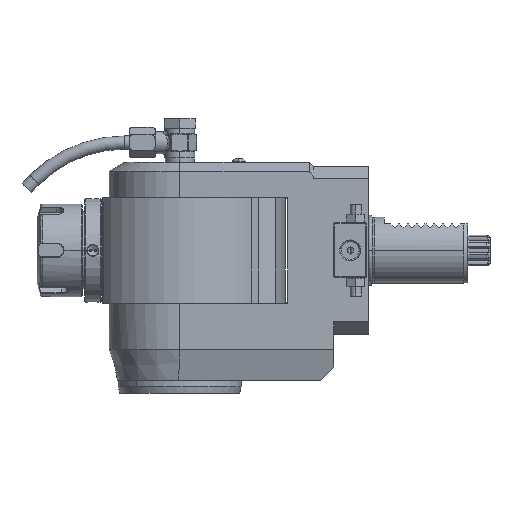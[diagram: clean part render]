
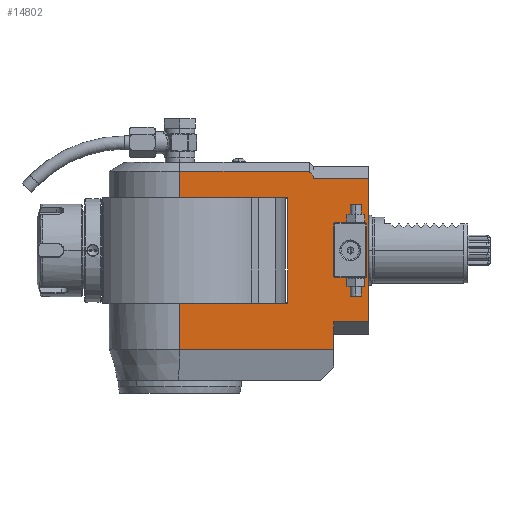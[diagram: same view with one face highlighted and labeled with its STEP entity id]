
A CAD part, left-side view. The second image highlights one B-rep face of the part: STEP entity #14802.
In plain terms, the highlighted planar face has unit normal (-1, 0, 0).
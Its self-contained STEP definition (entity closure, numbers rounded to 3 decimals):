
#35=DIRECTION('',(0.,1.,0.));
#36=VECTOR('',#35,0.433);
#37=CARTESIAN_POINT('',(-32.,-59.433,35.459));
#38=LINE('',#37,#36);
#39=DIRECTION('',(0.,0.655,0.756));
#40=VECTOR('',#39,2.394);
#41=CARTESIAN_POINT('',(-32.,-61.,33.649));
#42=LINE('',#41,#40);
#43=DIRECTION('',(0.,-1.,0.));
#44=VECTOR('',#43,25.);
#45=CARTESIAN_POINT('',(-32.,-61.,32.515));
#46=LINE('',#45,#44);
#47=DIRECTION('',(0.,-1.,0.));
#48=VECTOR('',#47,16.);
#49=CARTESIAN_POINT('',(-32.,-70.,-32.515));
#50=LINE('',#49,#48);
#51=DIRECTION('',(0.,1.,0.));
#52=VECTOR('',#51,23.368);
#53=CARTESIAN_POINT('',(-32.,-49.,24.));
#54=LINE('',#53,#52);
#55=DIRECTION('',(0.,0.,1.));
#56=VECTOR('',#55,24.);
#57=CARTESIAN_POINT('',(-32.,-85.,-12.));
#58=LINE('',#57,#56);
#59=DIRECTION('',(0.,-0.707,-0.707));
#60=VECTOR('',#59,0.707);
#61=CARTESIAN_POINT('',(-32.,-84.5,12.5));
#62=LINE('',#61,#60);
#63=DIRECTION('',(0.,1.,0.));
#64=VECTOR('',#63,14.);
#65=CARTESIAN_POINT('',(-32.,-84.5,12.5));
#66=LINE('',#65,#64);
#67=DIRECTION('',(0.,-0.707,0.707));
#68=VECTOR('',#67,0.707);
#69=CARTESIAN_POINT('',(-32.,-70.,12.));
#70=LINE('',#69,#68);
#71=DIRECTION('',(0.,0.,-1.));
#72=VECTOR('',#71,24.);
#73=CARTESIAN_POINT('',(-32.,-70.,12.));
#74=LINE('',#73,#72);
#75=DIRECTION('',(0.,0.707,0.707));
#76=VECTOR('',#75,0.707);
#77=CARTESIAN_POINT('',(-32.,-70.5,-12.5));
#78=LINE('',#77,#76);
#79=DIRECTION('',(0.,-1.,0.));
#80=VECTOR('',#79,14.);
#81=CARTESIAN_POINT('',(-32.,-70.5,-12.5));
#82=LINE('',#81,#80);
#83=DIRECTION('',(0.,0.707,-0.707));
#84=VECTOR('',#83,0.707);
#85=CARTESIAN_POINT('',(-32.,-85.,-12.));
#86=LINE('',#85,#84);
#91=DIRECTION('',(0.,0.,-1.));
#92=VECTOR('',#91,11.959);
#93=CARTESIAN_POINT('',(-32.,0.,35.959));
#94=LINE('',#93,#92);
#160=DIRECTION('',(0.,1.,0.));
#161=VECTOR('',#160,59.);
#162=CARTESIAN_POINT('',(-32.,-59.,35.959));
#163=LINE('',#162,#161);
#184=DIRECTION('',(0.,0.,1.));
#185=VECTOR('',#184,0.5);
#186=CARTESIAN_POINT('',(-32.,-59.,35.459));
#187=LINE('',#186,#185);
#224=DIRECTION('',(0.,0.,-1.));
#225=VECTOR('',#224,65.03);
#226=CARTESIAN_POINT('',(-32.,-86.,32.515));
#227=LINE('',#226,#225);
#408=DIRECTION('',(0.,0.,1.));
#409=VECTOR('',#408,1.134);
#410=CARTESIAN_POINT('',(-32.,-61.,32.515));
#411=LINE('',#410,#409);
#444=DIRECTION('',(0.,0.,1.));
#445=VECTOR('',#444,12.485);
#446=CARTESIAN_POINT('',(-32.,-70.,-45.));
#447=LINE('',#446,#445);
#464=DIRECTION('',(0.,-1.,0.));
#465=VECTOR('',#464,70.);
#466=CARTESIAN_POINT('',(-32.,0.,
-45.));
#467=LINE('',#466,#465);
#523=DIRECTION('',(0.,0.,-1.));
#524=VECTOR('',#523,21.);
#525=CARTESIAN_POINT('',(-32.,0.,-24.));
#526=LINE('',#525,#524);
#527=CARTESIAN_POINT('',(-32.,0.,-45.001));
#651=DIRECTION('',(0.,1.,0.));
#652=VECTOR('',#651,25.632);
#653=CARTESIAN_POINT('',(-32.,-25.632,-24.));
#654=LINE('',#653,#652);
#690=DIRECTION('',(0.,0.,-1.));
#691=VECTOR('',#690,48.);
#692=CARTESIAN_POINT('',(-32.,-49.,24.));
#693=LINE('',#692,#691);
#758=DIRECTION('',(0.,1.,0.));
#759=VECTOR('',#758,23.368);
#760=CARTESIAN_POINT('',(-32.,-49.,-24.));
#761=LINE('',#760,#759);
#1177=DIRECTION('',(0.,-1.,0.));
#1178=VECTOR('',#1177,25.632);
#1179=CARTESIAN_POINT('',(-32.,0.,24.));
#1180=LINE('',#1179,#1178);
#13251=CARTESIAN_POINT('',(-32.,-61.,33.649));
#13252=CARTESIAN_POINT('',(-32.,-59.433,35.459));
#13253=VERTEX_POINT('',#13251);
#13254=VERTEX_POINT('',#13252);
#13867=CARTESIAN_POINT('',(-32.,-85.,-12.));
#13868=CARTESIAN_POINT('',(-32.,-85.,12.));
#13869=VERTEX_POINT('',#13867);
#13870=VERTEX_POINT('',#13868);
#13871=CARTESIAN_POINT('',(-32.,-84.5,12.5));
#13872=CARTESIAN_POINT('',(-32.,-70.5,12.5));
#13873=VERTEX_POINT('',#13871);
#13874=VERTEX_POINT('',#13872);
#13875=CARTESIAN_POINT('',(-32.,-70.,12.));
#13876=CARTESIAN_POINT('',(-32.,-70.,-12.));
#13877=VERTEX_POINT('',#13875);
#13878=VERTEX_POINT('',#13876);
#13879=CARTESIAN_POINT('',(-32.,-70.5,-12.5));
#13880=CARTESIAN_POINT('',(-32.,-84.5,-12.5));
#13881=VERTEX_POINT('',#13879);
#13882=VERTEX_POINT('',#13880);
#14420=CARTESIAN_POINT('',(-32.,-86.,32.515));
#14422=VERTEX_POINT('',#14420);
#14427=CARTESIAN_POINT('',(-32.,-49.,24.));
#14428=CARTESIAN_POINT('',(-32.,-49.,-24.));
#14429=VERTEX_POINT('',#14427);
#14430=VERTEX_POINT('',#14428);
#14443=CARTESIAN_POINT('',(-32.,-25.632,-24.));
#14444=VERTEX_POINT('',#14443);
#14447=CARTESIAN_POINT('',(-32.,-25.632,24.));
#14448=VERTEX_POINT('',#14447);
#14459=CARTESIAN_POINT('',(-32.,-70.,-45.));
#14461=VERTEX_POINT('',#14459);
#14467=CARTESIAN_POINT('',(-32.,-86.,-32.515));
#14468=VERTEX_POINT('',#14467);
#14473=CARTESIAN_POINT('',(-32.,-70.,-32.515));
#14474=VERTEX_POINT('',#14473);
#14479=CARTESIAN_POINT('',(-32.,0.,35.959));
#14481=VERTEX_POINT('',#14479);
#14483=CARTESIAN_POINT('',(-32.,-59.,35.959));
#14484=VERTEX_POINT('',#14483);
#14487=VERTEX_POINT('',#527);
#14533=CARTESIAN_POINT('',(-32.,-59.,35.459));
#14535=VERTEX_POINT('',#14533);
#14675=CARTESIAN_POINT('',(-32.,-61.,32.515));
#14676=VERTEX_POINT('',#14675);
#14681=CARTESIAN_POINT('',(-32.,0.,-24.));
#14682=VERTEX_POINT('',#14681);
#14684=CARTESIAN_POINT('',(-32.,0.,24.));
#14686=VERTEX_POINT('',#14684);
#14745=CARTESIAN_POINT('',(-32.,0.,-59.));
#14746=DIRECTION('',(-1.,0.,0.));
#14747=DIRECTION('',(0.,-1.,0.));
#14748=AXIS2_PLACEMENT_3D('',#14745,#14746,#14747);
#14749=PLANE('',#14748);
#14751=ORIENTED_EDGE('',*,*,#14750,.F.);
#14753=ORIENTED_EDGE('',*,*,#14752,.F.);
#14755=ORIENTED_EDGE('',*,*,#14754,.F.);
#14757=ORIENTED_EDGE('',*,*,#14756,.F.);
#14759=ORIENTED_EDGE('',*,*,#14758,.F.);
#14761=ORIENTED_EDGE('',*,*,#14760,.F.);
#14763=ORIENTED_EDGE('',*,*,#14762,.T.);
#14765=ORIENTED_EDGE('',*,*,#14764,.T.);
#14767=ORIENTED_EDGE('',*,*,#14766,.F.);
#14769=ORIENTED_EDGE('',*,*,#14768,.F.);
#14771=ORIENTED_EDGE('',*,*,#14770,.F.);
#14773=ORIENTED_EDGE('',*,*,#14772,.F.);
#14775=ORIENTED_EDGE('',*,*,#14774,.F.);
#14777=ORIENTED_EDGE('',*,*,#14776,.F.);
#14779=ORIENTED_EDGE('',*,*,#14778,.F.);
#14781=ORIENTED_EDGE('',*,*,#14780,.T.);
#14783=ORIENTED_EDGE('',*,*,#14782,.F.);
#14784=EDGE_LOOP('',(#14751,#14753,#14755,#14757,#14759,#14761,#14763,#14765,
#14767,#14769,#14771,#14773,#14775,#14777,#14779,#14781,#14783));
#14785=FACE_OUTER_BOUND('',#14784,.F.);
#14787=ORIENTED_EDGE('',*,*,#14786,.T.);
#14789=ORIENTED_EDGE('',*,*,#14788,.F.);
#14791=ORIENTED_EDGE('',*,*,#14790,.T.);
#14793=ORIENTED_EDGE('',*,*,#14792,.F.);
#14795=ORIENTED_EDGE('',*,*,#14794,.T.);
#14796=ORIENTED_EDGE('',*,*,#14733,.F.);
#14797=ORIENTED_EDGE('',*,*,#14718,.T.);
#14799=ORIENTED_EDGE('',*,*,#14798,.F.);
#14800=EDGE_LOOP('',(#14787,#14789,#14791,#14793,#14795,#14796,#14797,#14799));
#14801=FACE_BOUND('',#14800,.F.);
#14718=EDGE_CURVE('',#13881,#13882,#82,.T.);
#14733=EDGE_CURVE('',#13881,#13878,#78,.T.);
#14750=EDGE_CURVE('',#14481,#14686,#94,.T.);
#14752=EDGE_CURVE('',#14484,#14481,#163,.T.);
#14754=EDGE_CURVE('',#14535,#14484,#187,.T.);
#14756=EDGE_CURVE('',#13254,#14535,#38,.T.);
#14758=EDGE_CURVE('',#13253,#13254,#42,.T.);
#14760=EDGE_CURVE('',#14676,#13253,#411,.T.);
#14762=EDGE_CURVE('',#14676,#14422,#46,.T.);
#14764=EDGE_CURVE('',#14422,#14468,#227,.T.);
#14766=EDGE_CURVE('',#14474,#14468,#50,.T.);
#14768=EDGE_CURVE('',#14461,#14474,#447,.T.);
#14770=EDGE_CURVE('',#14487,#14461,#467,.T.);
#14772=EDGE_CURVE('',#14682,#14487,#526,.T.);
#14774=EDGE_CURVE('',#14444,#14682,#654,.T.);
#14776=EDGE_CURVE('',#14430,#14444,#761,.T.);
#14778=EDGE_CURVE('',#14429,#14430,#693,.T.);
#14780=EDGE_CURVE('',#14429,#14448,#54,.T.);
#14782=EDGE_CURVE('',#14686,#14448,#1180,.T.);
#14786=EDGE_CURVE('',#13869,#13870,#58,.T.);
#14788=EDGE_CURVE('',#13873,#13870,#62,.T.);
#14790=EDGE_CURVE('',#13873,#13874,#66,.T.);
#14792=EDGE_CURVE('',#13877,#13874,#70,.T.);
#14794=EDGE_CURVE('',#13877,#13878,#74,.T.);
#14798=EDGE_CURVE('',#13869,#13882,#86,.T.);
#14802=ADVANCED_FACE('',(#14785,#14801),#14749,.T.);
